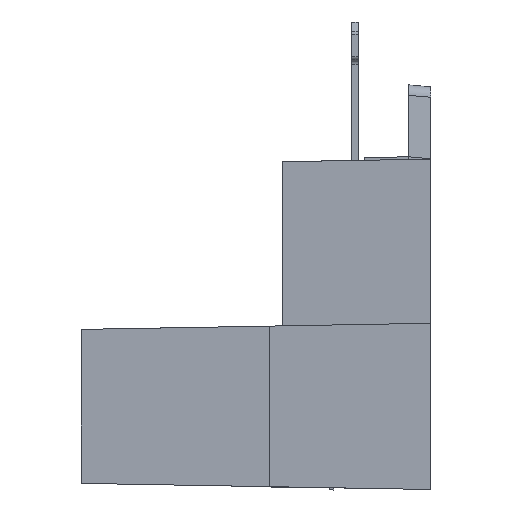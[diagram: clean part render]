
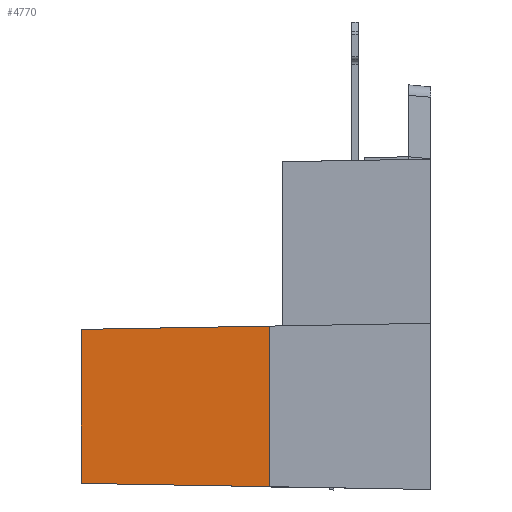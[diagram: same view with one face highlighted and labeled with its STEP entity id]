
A CAD part, left-side view. The second image highlights one B-rep face of the part: STEP entity #4770.
In plain terms, the highlighted planar face has unit normal (-1, 0.018, 0).
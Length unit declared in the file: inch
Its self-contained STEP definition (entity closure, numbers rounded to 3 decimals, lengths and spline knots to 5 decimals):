
#878 = DIRECTION ( 'NONE',  ( 0., 0., 1. ) ) ;
#982 = VERTEX_POINT ( 'NONE', #11254 ) ;
#1264 = ORIENTED_EDGE ( 'NONE', *, *, #4152, .T. ) ;
#1521 = CARTESIAN_POINT ( 'NONE',  ( 3.89542, -0.04231, -0.25801 ) ) ;
#1829 = LINE ( 'NONE', #8070, #2710 ) ;
#1998 = CARTESIAN_POINT ( 'NONE',  ( 3.88958, -0.37696, 0.54663 ) ) ;
#2086 = CARTESIAN_POINT ( 'NONE',  ( 3.89542, -0.04231, 0.02837 ) ) ;
#2149 = CARTESIAN_POINT ( 'NONE',  ( 3.88958, -0.37696, -0.26385 ) ) ;
#2710 = VECTOR ( 'NONE', #13091, 39.37008 ) ;
#2776 = ORIENTED_EDGE ( 'NONE', *, *, #3781, .F. ) ;
#2820 = VERTEX_POINT ( 'NONE', #2149 ) ;
#3572 = B_SPLINE_CURVE_WITH_KNOTS ( 'NONE', 1,
 ( #7343, #10389 ),
 .UNSPECIFIED., .F., .F.,
 ( 2, 2 ),
 ( 0., 1. ),
 .UNSPECIFIED. ) ;
#3781 = EDGE_CURVE ( 'NONE', #4748, #6916, #7122, .T. ) ;
#4152 = EDGE_CURVE ( 'NONE', #2820, #982, #12190, .T. ) ;
#4748 = VERTEX_POINT ( 'NONE', #1521 ) ;
#4770 = ADVANCED_FACE ( 'NONE', ( #6490 ), #7679, .F. ) ;
#5616 = CARTESIAN_POINT ( 'NONE',  ( 3.89542, -0.04229, 0.02837 ) ) ;
#6108 = VECTOR ( 'NONE', #12998, 39.37008 ) ;
#6490 = FACE_OUTER_BOUND ( 'NONE', #7219, .T. ) ;
#6916 = VERTEX_POINT ( 'NONE', #8945 ) ;
#7122 = LINE ( 'NONE', #2086, #6108 ) ;
#7219 = EDGE_LOOP ( 'NONE', ( #1264, #11715, #2776, #8634 ) ) ;
#7315 = EDGE_CURVE ( 'NONE', #6916, #982, #1829, .T. ) ;
#7343 = CARTESIAN_POINT ( 'NONE',  ( 3.88958, -0.37696, -0.26385 ) ) ;
#7679 = PLANE ( 'NONE',  #9092 ) ;
#8070 = CARTESIAN_POINT ( 'NONE',  ( 3.89542, -0.04231, 0.01583 ) ) ;
#8611 = EDGE_CURVE ( 'NONE', #2820, #4748, #3572, .T. ) ;
#8634 = ORIENTED_EDGE ( 'NONE', *, *, #8611, .F. ) ;
#8945 = CARTESIAN_POINT ( 'NONE',  ( 3.89542, -0.04231, 0.01583 ) ) ;
#9092 = AXIS2_PLACEMENT_3D ( 'NONE', #5616, #10520, #10650 ) ;
#10389 = CARTESIAN_POINT ( 'NONE',  ( 3.89542, -0.04231, -0.25801 ) ) ;
#10520 = DIRECTION ( 'NONE',  ( 1., -0.017, 0. ) ) ;
#10650 = DIRECTION ( 'NONE',  ( 0.017, 1., 0. ) ) ;
#11254 = CARTESIAN_POINT ( 'NONE',  ( 3.88958, -0.37696, 0.02167 ) ) ;
#11582 = VECTOR ( 'NONE', #878, 39.37008 ) ;
#11715 = ORIENTED_EDGE ( 'NONE', *, *, #7315, .F. ) ;
#12190 = LINE ( 'NONE', #1998, #11582 ) ;
#12998 = DIRECTION ( 'NONE',  ( 0., 0., 1. ) ) ;
#13091 = DIRECTION ( 'NONE',  ( -0.017, -1., 0.017 ) ) ;
